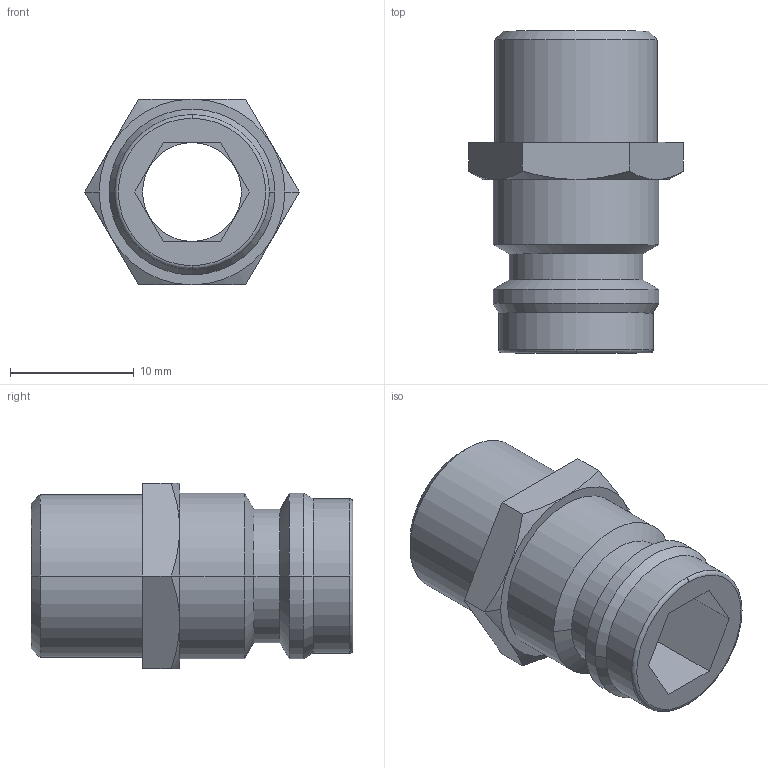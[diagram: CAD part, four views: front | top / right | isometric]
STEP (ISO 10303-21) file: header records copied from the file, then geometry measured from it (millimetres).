
FILE_DESCRIPTION(('STEP AP214'),'1');
FILE_NAME('esh_14_naib.stp','2020-04-22T06:05:30',('TraceParts'),('TraceParts S.A.'),'Spatial InterOp 3D',' ',' ');
FILE_SCHEMA(('automotive_design'));
Length unit declared in the file: millimetre
Products named in the file (1): 1
Bounding box: 17.32 x 26 x 15 mm (x, y, z)
Volume: 2126.8 mm3; surface area: 2063.1 mm2
Topology: 1 solids, 1 shells, 49 faces, 109 edges, 65 vertices
Faces by surface type: cone 18, plane 17, cylinder 12, torus 2
Entity records: 1766 total; most frequent: CARTESIAN_POINT 272, DIRECTION 240, ORIENTED_EDGE 218, EDGE_CURVE 109, AXIS2_PLACEMENT_3D 93, VERTEX_POINT 65, EDGE_LOOP 54, LINE 54
